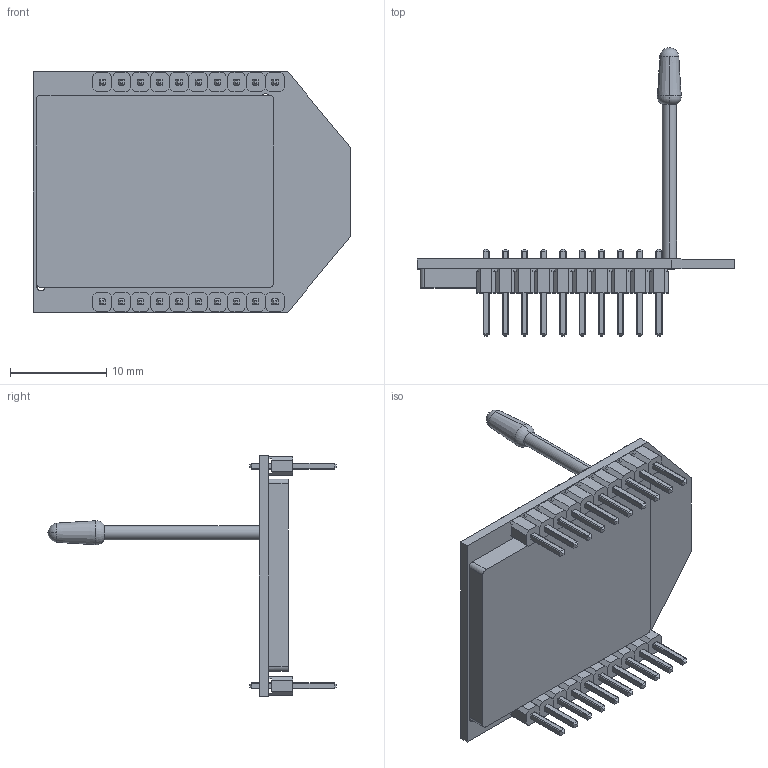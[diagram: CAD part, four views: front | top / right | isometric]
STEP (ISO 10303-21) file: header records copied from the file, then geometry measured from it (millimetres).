
FILE_DESCRIPTION (( 'STEP AP203' ), '1' );
FILE_NAME ('XBee Pro 60mW.STEP', '2015-01-03T17:09:43', ( '' ), ( '' ), 'SwSTEP 2.0', 'SolidWorks 2013', '' );
FILE_SCHEMA (( 'CONFIG_CONTROL_DESIGN' ));
Length unit declared in the file: millimetre
Products named in the file (3): 10x Pinheader Male; XBee Pro 60mW; XBee Pro 60mW PCB
Assembly tree (3 placements, depth 2):
  XBee Pro 60mW
    XBee Pro 60mW PCB
    10x Pinheader Male  x2
Bounding box: 33 x 30 x 25 mm (x, y, z)
Volume: 2021.6 mm3; surface area: 2795.3 mm2
Topology: 21 solids, 21 shells, 871 faces, 2360 edges, 1571 vertices
Faces by surface type: plane 655, cylinder 210, torus 2, cone 2, sphere 2
Entity records: 15120 total; most frequent: CARTESIAN_POINT 3088, ORIENTED_EDGE 2560, DIRECTION 2269, EDGE_CURVE 1280, VECTOR 925, LINE 925, VERTEX_POINT 851, AXIS2_PLACEMENT_3D 672
